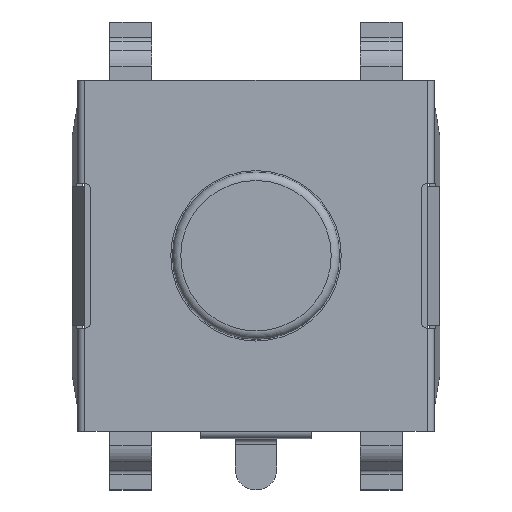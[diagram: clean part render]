
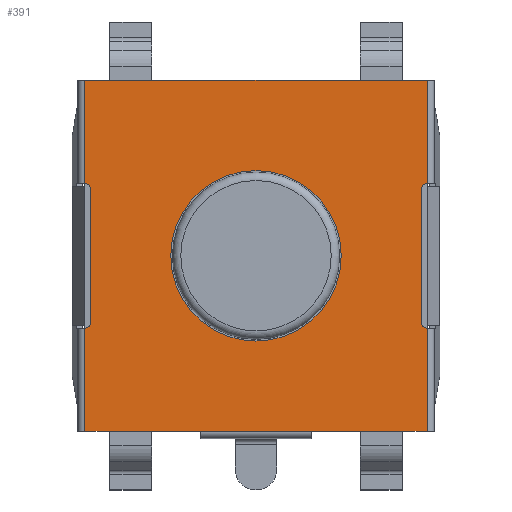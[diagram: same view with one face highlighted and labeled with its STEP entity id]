
A CAD part, top view. The second image highlights one B-rep face of the part: STEP entity #391.
In plain terms, the highlighted planar face has unit normal (0, 0, 1).
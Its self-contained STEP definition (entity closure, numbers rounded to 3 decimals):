
#391=ADVANCED_FACE('',(#2052,#2054),#2056,.T.);
#2052=FACE_BOUND('',#2053,.T.);
#2053=EDGE_LOOP('',(#3351,#3352,#3353,#3354,#3355,#3356,#3357,#3358,#3359,#3360,
#3361,#3362,#3363,#3364));
#2054=FACE_BOUND('',#2055,.T.);
#2055=EDGE_LOOP('',(#3365));
#2056=PLANE('',#2057);
#2057=AXIS2_PLACEMENT_3D('',#2058,#2059,#2060);
#2058=CARTESIAN_POINT('',(0.,0.,2.));
#2059=DIRECTION('',(0.,0.,1.));
#2060=DIRECTION('',(1.,0.,0.));
#3351=ORIENTED_EDGE('',*,*,#4162,.F.);
#3352=ORIENTED_EDGE('',*,*,#4176,.T.);
#3353=ORIENTED_EDGE('',*,*,#4177,.T.);
#3354=ORIENTED_EDGE('',*,*,#4178,.T.);
#3355=ORIENTED_EDGE('',*,*,#4179,.T.);
#3356=ORIENTED_EDGE('',*,*,#4180,.T.);
#3357=ORIENTED_EDGE('',*,*,#4181,.T.);
#3358=ORIENTED_EDGE('',*,*,#4182,.T.);
#3359=ORIENTED_EDGE('',*,*,#4183,.T.);
#3360=ORIENTED_EDGE('',*,*,#4184,.T.);
#3361=ORIENTED_EDGE('',*,*,#4185,.F.);
#3362=ORIENTED_EDGE('',*,*,#4186,.T.);
#3363=ORIENTED_EDGE('',*,*,#4187,.T.);
#3364=ORIENTED_EDGE('',*,*,#4188,.T.);
#3365=ORIENTED_EDGE('',*,*,#4189,.T.);
#4162=EDGE_CURVE('',#4655,#4657,#4658,.T.);
#4176=EDGE_CURVE('',#4655,#4678,#4679,.T.);
#4177=EDGE_CURVE('',#4678,#4680,#4681,.T.);
#4178=EDGE_CURVE('',#4680,#4682,#4683,.F.);
#4179=EDGE_CURVE('',#4682,#4684,#4685,.F.);
#4180=EDGE_CURVE('',#4684,#4686,#4687,.F.);
#4181=EDGE_CURVE('',#4686,#4688,#4689,.T.);
#4182=EDGE_CURVE('',#4688,#4690,#4691,.T.);
#4183=EDGE_CURVE('',#4690,#4692,#4693,.T.);
#4184=EDGE_CURVE('',#4692,#4694,#4695,.T.);
#4185=EDGE_CURVE('',#4696,#4694,#4697,.T.);
#4186=EDGE_CURVE('',#4696,#4698,#4699,.F.);
#4187=EDGE_CURVE('',#4698,#4700,#4701,.F.);
#4188=EDGE_CURVE('',#4700,#4657,#4702,.F.);
#4189=EDGE_CURVE('',#4703,#4703,#4704,.F.);
#4655=VERTEX_POINT('',#5531);
#4657=VERTEX_POINT('',#5536);
#4658=LINE('',#5537,#5538);
#4678=VERTEX_POINT('',#5591);
#4679=LINE('',#5592,#5593);
#4680=VERTEX_POINT('',#5595);
#4681=LINE('',#5596,#5597);
#4682=VERTEX_POINT('',#5599);
#4683=CIRCLE('',#5600,0.1);
#4684=VERTEX_POINT('',#5604);
#4685=LINE('',#5605,#5606);
#4686=VERTEX_POINT('',#5608);
#4687=CIRCLE('',#5609,0.1);
#4688=VERTEX_POINT('',#5613);
#4689=LINE('',#5614,#5615);
#4690=VERTEX_POINT('',#5617);
#4691=LINE('',#5618,#5619);
#4692=VERTEX_POINT('',#5621);
#4693=LINE('',#5622,#5623);
#4694=VERTEX_POINT('',#5625);
#4695=LINE('',#5626,#5627);
#4696=VERTEX_POINT('',#5629);
#4697=LINE('',#5630,#5631);
#4698=VERTEX_POINT('',#5633);
#4699=CIRCLE('',#5634,0.1);
#4700=VERTEX_POINT('',#5638);
#4701=LINE('',#5639,#5640);
#4702=CIRCLE('',#5642,0.1);
#4703=VERTEX_POINT('',#5646);
#4704=CIRCLE('',#5647,1.53);
#5531=CARTESIAN_POINT('',(3.07,3.15,2.));
#5536=CARTESIAN_POINT('',(3.07,1.3,2.));
#5537=CARTESIAN_POINT('',(3.07,3.15,2.));
#5538=VECTOR('',#5539,1.);
#5539=DIRECTION('',(0.,-1.,0.));
#5591=CARTESIAN_POINT('',(-3.07,3.15,2.));
#5592=CARTESIAN_POINT('',(3.07,3.15,2.));
#5593=VECTOR('',#5594,1.);
#5594=DIRECTION('',(-1.,0.,0.));
#5595=CARTESIAN_POINT('',(-3.07,1.3,2.));
#5596=CARTESIAN_POINT('',(-3.07,3.15,2.));
#5597=VECTOR('',#5598,1.);
#5598=DIRECTION('',(0.,-1.,0.));
#5599=CARTESIAN_POINT('',(-2.97,1.2,2.));
#5600=AXIS2_PLACEMENT_3D('',#5601,#5602,#5603);
#5601=CARTESIAN_POINT('',(-3.07,1.2,2.));
#5602=DIRECTION('',(0.,0.,1.));
#5603=DIRECTION('',(1.,0.,0.));
#5604=CARTESIAN_POINT('',(-2.97,-1.2,2.));
#5605=CARTESIAN_POINT('',(-2.97,-1.2,2.));
#5606=VECTOR('',#5607,1.);
#5607=DIRECTION('',(0.,1.,0.));
#5608=CARTESIAN_POINT('',(-3.07,-1.3,2.));
#5609=AXIS2_PLACEMENT_3D('',#5610,#5611,#5612);
#5610=CARTESIAN_POINT('',(-3.07,-1.2,2.));
#5611=DIRECTION('',(-0.,0.,1.));
#5612=DIRECTION('',(0.,-1.,0.));
#5613=CARTESIAN_POINT('',(-3.07,-3.15,2.));
#5614=CARTESIAN_POINT('',(-3.07,-1.3,2.));
#5615=VECTOR('',#5616,1.);
#5616=DIRECTION('',(0.,-1.,0.));
#5617=CARTESIAN_POINT('',(-1.,-3.15,2.));
#5618=CARTESIAN_POINT('',(-3.07,-3.15,2.));
#5619=VECTOR('',#5620,1.);
#5620=DIRECTION('',(1.,0.,0.));
#5621=CARTESIAN_POINT('',(1.,-3.15,2.));
#5622=CARTESIAN_POINT('',(-1.,-3.15,2.));
#5623=VECTOR('',#5624,1.);
#5624=DIRECTION('',(1.,0.,0.));
#5625=CARTESIAN_POINT('',(3.07,-3.15,2.));
#5626=CARTESIAN_POINT('',(1.,-3.15,2.));
#5627=VECTOR('',#5628,1.);
#5628=DIRECTION('',(1.,0.,0.));
#5629=CARTESIAN_POINT('',(3.07,-1.3,2.));
#5630=CARTESIAN_POINT('',(3.07,-1.3,2.));
#5631=VECTOR('',#5632,1.);
#5632=DIRECTION('',(0.,-1.,0.));
#5633=CARTESIAN_POINT('',(2.97,-1.2,2.));
#5634=AXIS2_PLACEMENT_3D('',#5635,#5636,#5637);
#5635=CARTESIAN_POINT('',(3.07,-1.2,2.));
#5636=DIRECTION('',(0.,0.,1.));
#5637=DIRECTION('',(-1.,0.,0.));
#5638=CARTESIAN_POINT('',(2.97,1.2,2.));
#5639=CARTESIAN_POINT('',(2.97,1.2,2.));
#5640=VECTOR('',#5641,1.);
#5641=DIRECTION('',(0.,-1.,0.));
#5642=AXIS2_PLACEMENT_3D('',#5643,#5644,#5645);
#5643=CARTESIAN_POINT('',(3.07,1.2,2.));
#5644=DIRECTION('',(0.,-0.,1.));
#5645=DIRECTION('',(0.,1.,0.));
#5646=CARTESIAN_POINT('',(1.53,0.,2.));
#5647=AXIS2_PLACEMENT_3D('',#5648,#5649,#5650);
#5648=CARTESIAN_POINT('',(0.,0.,2.));
#5649=DIRECTION('',(0.,0.,1.));
#5650=DIRECTION('',(1.,0.,0.));
